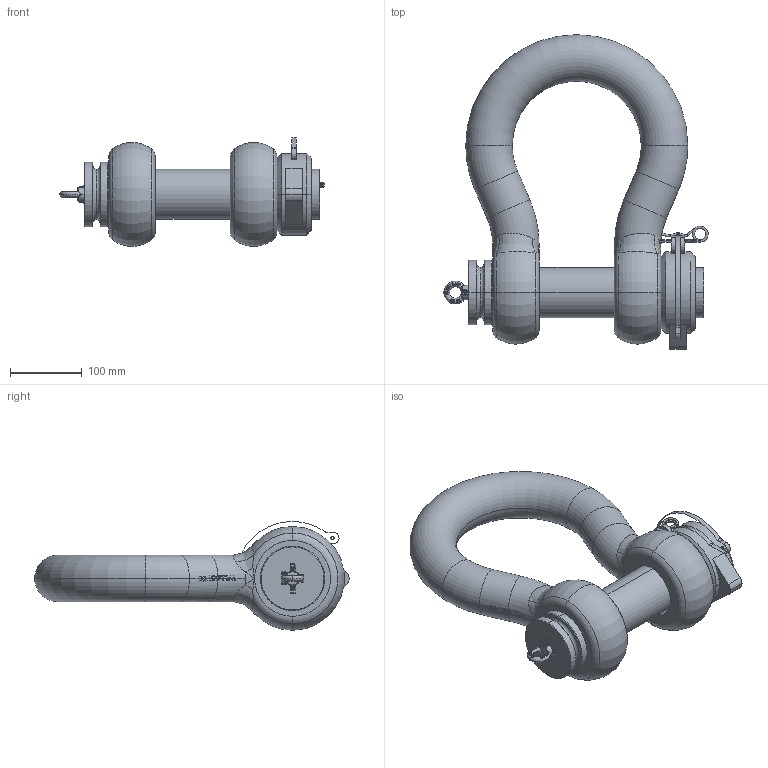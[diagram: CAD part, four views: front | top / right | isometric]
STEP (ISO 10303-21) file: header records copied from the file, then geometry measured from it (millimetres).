
FILE_DESCRIPTION (( 'STEP AP214' ), '1' );
FILE_NAME ('POGHMB65ROVRLLC.step', '2013-05-29T12:23:41', ( 'cad' ), ( '' ), 'SwSTEP 2.0', 'SolidWorks 2013', '' );
FILE_SCHEMA (( 'AUTOMOTIVE_DESIGN' ));
Length unit declared in the file: millimetre
Products named in the file (7): OHOBZD008; ROV beugel 65mm_NGPZHDL65ROV; 2352 dimensions GPZKMBxxROVRL Parametrische 42-83mm pin_POZKMB70ROVRL; Locking clamp 89mm; GPZKSD70ROVRL_GPZKSD70ROVRL; POGHMB65ROVRLLC; OHBVD03
Assembly tree (6 placements, depth 2):
  POGHMB65ROVRLLC
    GPZKSD70ROVRL_GPZKSD70ROVRL
    Locking clamp 89mm
    2352 dimensions GPZKMBxxROVRL Parametrische 42-83mm pin_POZKMB70ROVRL
    ROV beugel 65mm_NGPZHDL65ROV
    OHOBZD008
    OHBVD03
Bounding box: 368.82 x 439.25 x 151.7 mm (x, y, z)
Volume: 5233919.1 mm3; surface area: 431571.7 mm2
Topology: 7 solids, 7 shells, 1155 faces, 3122 edges, 2020 vertices
Faces by surface type: bspline 441, plane 407, cylinder 143, torus 132, cone 30, sphere 2
Entity records: 62932 total; most frequent: CARTESIAN_POINT 38157, ORIENTED_EDGE 6224, DIRECTION 3358, EDGE_CURVE 3112, VERTEX_POINT 2020, B_SPLINE_CURVE_WITH_KNOTS 1569, EDGE_LOOP 1222, AXIS2_PLACEMENT_3D 1194
